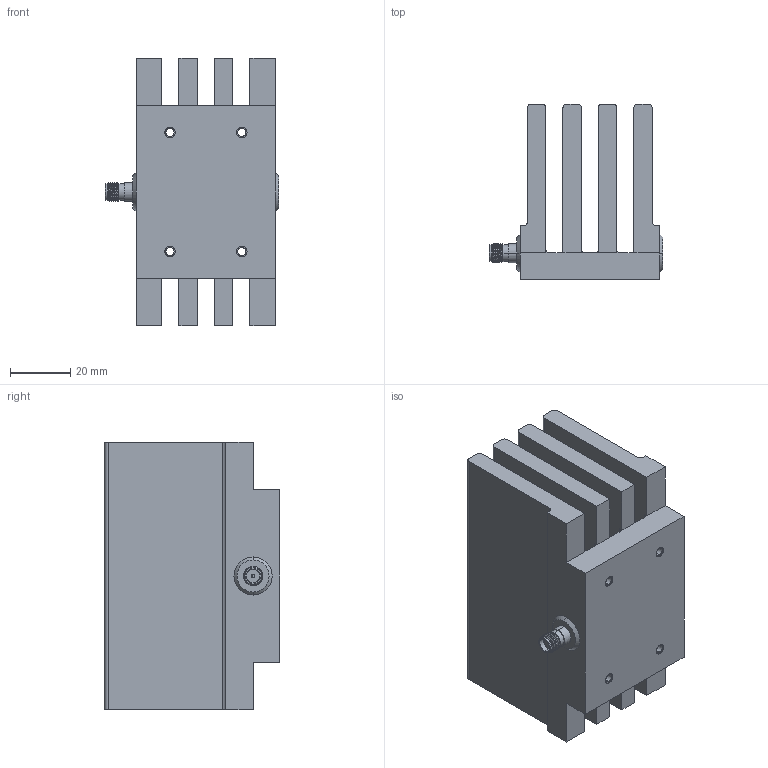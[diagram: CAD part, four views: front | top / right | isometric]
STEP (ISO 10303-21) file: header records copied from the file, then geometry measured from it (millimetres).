
FILE_DESCRIPTION (( 'STEP AP214' ), '1' );
FILE_NAME ('ST18S504_3D.step', '2023-10-24T16:09:52', ( '' ), ( '' ), 'SwSTEP 2.0', 'SolidWorks 2022', '' );
FILE_SCHEMA (( 'AUTOMOTIVE_DESIGN' ));
Length unit declared in the file: inch
Products named in the file (1): ST18S504_3D
Bounding box: 57.73 x 58.42 x 88.9 mm (x, y, z)
Volume: 135249 mm3; surface area: 46632.7 mm2
Topology: 1 solids, 1 shells, 130 faces, 342 edges, 224 vertices
Faces by surface type: plane 56, cylinder 54, cone 15, bspline 3, torus 2
Entity records: 5757 total; most frequent: CARTESIAN_POINT 2491, ORIENTED_EDGE 684, DIRECTION 668, EDGE_CURVE 342, AXIS2_PLACEMENT_3D 240, VERTEX_POINT 224, VECTOR 188, LINE 188
